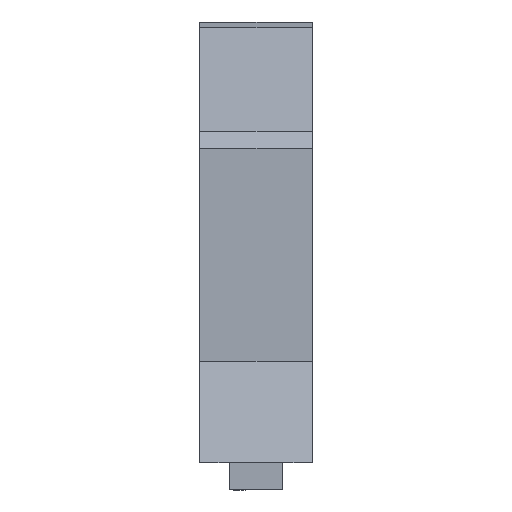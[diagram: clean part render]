
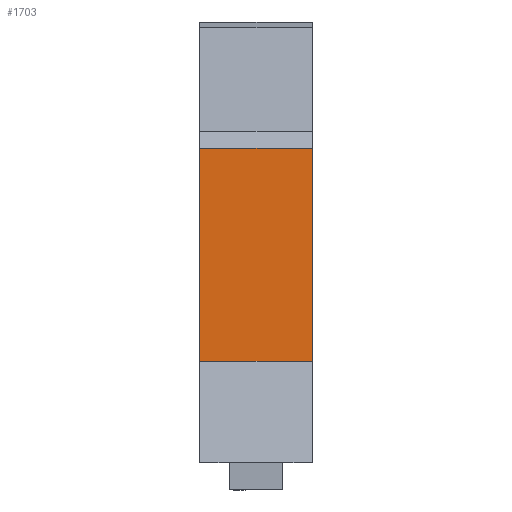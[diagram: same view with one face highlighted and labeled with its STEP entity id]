
A CAD part, left-side view. The second image highlights one B-rep face of the part: STEP entity #1703.
In plain terms, the highlighted planar face has unit normal (-1, 0, 0).
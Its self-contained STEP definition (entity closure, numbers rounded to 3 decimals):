
#32 = PLANE('',#33);
#33 = AXIS2_PLACEMENT_3D('',#34,#35,#36);
#34 = CARTESIAN_POINT('',(190.,54.,24.221));
#35 = DIRECTION('',(0.,1.,0.));
#36 = DIRECTION('',(-1.,0.,0.));
#225 = VERTEX_POINT('',#226);
#226 = CARTESIAN_POINT('',(152.,54.,18.5));
#240 = PLANE('',#241);
#241 = AXIS2_PLACEMENT_3D('',#242,#243,#244);
#242 = CARTESIAN_POINT('',(152.,54.,18.5));
#243 = DIRECTION('',(-0.6,0.,0.8)
  );
#244 = DIRECTION('',(-0.8,0.,-0.6
    ));
#252 = EDGE_CURVE('',#225,#253,#255,.T.);
#253 = VERTEX_POINT('',#254);
#254 = CARTESIAN_POINT('',(152.,54.,37.5));
#255 = SURFACE_CURVE('',#256,(#260,#267),.PCURVE_S1.);
#256 = LINE('',#257,#258);
#257 = CARTESIAN_POINT('',(152.,54.,18.5));
#258 = VECTOR('',#259,1.);
#259 = DIRECTION('',(0.,0.,1.));
#260 = PCURVE('',#32,#261);
#261 = DEFINITIONAL_REPRESENTATION('',(#262),#266);
#262 = LINE('',#263,#264);
#263 = CARTESIAN_POINT('',(38.,-5.721));
#264 = VECTOR('',#265,1.);
#265 = DIRECTION('',(0.,1.));
#266 = ( GEOMETRIC_REPRESENTATION_CONTEXT(2) 
PARAMETRIC_REPRESENTATION_CONTEXT() REPRESENTATION_CONTEXT('2D SPACE',''
  ) );
#267 = PCURVE('',#268,#273);
#268 = PLANE('',#269);
#269 = AXIS2_PLACEMENT_3D('',#270,#271,#272);
#270 = CARTESIAN_POINT('',(152.,54.,18.5));
#271 = DIRECTION('',(1.,0.,0.));
#272 = DIRECTION('',(0.,0.,1.));
#273 = DEFINITIONAL_REPRESENTATION('',(#274),#278);
#274 = LINE('',#275,#276);
#275 = CARTESIAN_POINT('',(0.,0.));
#276 = VECTOR('',#277,1.);
#277 = DIRECTION('',(1.,0.));
#278 = ( GEOMETRIC_REPRESENTATION_CONTEXT(2) 
PARAMETRIC_REPRESENTATION_CONTEXT() REPRESENTATION_CONTEXT('2D SPACE',''
  ) );
#296 = PLANE('',#297);
#297 = AXIS2_PLACEMENT_3D('',#298,#299,#300);
#298 = CARTESIAN_POINT('',(152.428,54.,38.258));
#299 = DIRECTION('',(-0.871,0.,0.492)
  );
#300 = DIRECTION('',(0.,-1.,0.));
#760 = PLANE('',#761);
#761 = AXIS2_PLACEMENT_3D('',#762,#763,#764);
#762 = CARTESIAN_POINT('',(190.,64.,24.221));
#763 = DIRECTION('',(0.,1.,0.));
#764 = DIRECTION('',(-1.,0.,0.));
#1503 = EDGE_CURVE('',#225,#1504,#1506,.T.);
#1504 = VERTEX_POINT('',#1505);
#1505 = CARTESIAN_POINT('',(152.,64.,18.5));
#1506 = SURFACE_CURVE('',#1507,(#1511,#1518),.PCURVE_S1.);
#1507 = LINE('',#1508,#1509);
#1508 = CARTESIAN_POINT('',(152.,54.,18.5));
#1509 = VECTOR('',#1510,1.);
#1510 = DIRECTION('',(0.,1.,0.));
#1511 = PCURVE('',#240,#1512);
#1512 = DEFINITIONAL_REPRESENTATION('',(#1513),#1517);
#1513 = LINE('',#1514,#1515);
#1514 = CARTESIAN_POINT('',(0.,0.));
#1515 = VECTOR('',#1516,1.);
#1516 = DIRECTION('',(0.,-1.));
#1517 = ( GEOMETRIC_REPRESENTATION_CONTEXT(2) 
PARAMETRIC_REPRESENTATION_CONTEXT() REPRESENTATION_CONTEXT('2D SPACE',''
  ) );
#1518 = PCURVE('',#268,#1519);
#1519 = DEFINITIONAL_REPRESENTATION('',(#1520),#1524);
#1520 = LINE('',#1521,#1522);
#1521 = CARTESIAN_POINT('',(0.,0.));
#1522 = VECTOR('',#1523,1.);
#1523 = DIRECTION('',(0.,-1.));
#1524 = ( GEOMETRIC_REPRESENTATION_CONTEXT(2) 
PARAMETRIC_REPRESENTATION_CONTEXT() REPRESENTATION_CONTEXT('2D SPACE',''
  ) );
#1703 = ADVANCED_FACE('',(#1704),#268,.F.);
#1704 = FACE_BOUND('',#1705,.F.);
#1705 = EDGE_LOOP('',(#1706,#1707,#1708,#1731));
#1706 = ORIENTED_EDGE('',*,*,#252,.F.);
#1707 = ORIENTED_EDGE('',*,*,#1503,.T.);
#1708 = ORIENTED_EDGE('',*,*,#1709,.T.);
#1709 = EDGE_CURVE('',#1504,#1710,#1712,.T.);
#1710 = VERTEX_POINT('',#1711);
#1711 = CARTESIAN_POINT('',(152.,64.,37.5));
#1712 = SURFACE_CURVE('',#1713,(#1717,#1724),.PCURVE_S1.);
#1713 = LINE('',#1714,#1715);
#1714 = CARTESIAN_POINT('',(152.,64.,18.5));
#1715 = VECTOR('',#1716,1.);
#1716 = DIRECTION('',(0.,0.,1.));
#1717 = PCURVE('',#268,#1718);
#1718 = DEFINITIONAL_REPRESENTATION('',(#1719),#1723);
#1719 = LINE('',#1720,#1721);
#1720 = CARTESIAN_POINT('',(0.,-10.));
#1721 = VECTOR('',#1722,1.);
#1722 = DIRECTION('',(1.,0.));
#1723 = ( GEOMETRIC_REPRESENTATION_CONTEXT(2) 
PARAMETRIC_REPRESENTATION_CONTEXT() REPRESENTATION_CONTEXT('2D SPACE',''
  ) );
#1724 = PCURVE('',#760,#1725);
#1725 = DEFINITIONAL_REPRESENTATION('',(#1726),#1730);
#1726 = LINE('',#1727,#1728);
#1727 = CARTESIAN_POINT('',(38.,-5.721));
#1728 = VECTOR('',#1729,1.);
#1729 = DIRECTION('',(0.,1.));
#1730 = ( GEOMETRIC_REPRESENTATION_CONTEXT(2) 
PARAMETRIC_REPRESENTATION_CONTEXT() REPRESENTATION_CONTEXT('2D SPACE',''
  ) );
#1731 = ORIENTED_EDGE('',*,*,#1732,.F.);
#1732 = EDGE_CURVE('',#253,#1710,#1733,.T.);
#1733 = SURFACE_CURVE('',#1734,(#1738,#1745),.PCURVE_S1.);
#1734 = LINE('',#1735,#1736);
#1735 = CARTESIAN_POINT('',(152.,54.,37.5));
#1736 = VECTOR('',#1737,1.);
#1737 = DIRECTION('',(0.,1.,0.));
#1738 = PCURVE('',#268,#1739);
#1739 = DEFINITIONAL_REPRESENTATION('',(#1740),#1744);
#1740 = LINE('',#1741,#1742);
#1741 = CARTESIAN_POINT('',(19.,0.));
#1742 = VECTOR('',#1743,1.);
#1743 = DIRECTION('',(0.,-1.));
#1744 = ( GEOMETRIC_REPRESENTATION_CONTEXT(2) 
PARAMETRIC_REPRESENTATION_CONTEXT() REPRESENTATION_CONTEXT('2D SPACE',''
  ) );
#1745 = PCURVE('',#296,#1746);
#1746 = DEFINITIONAL_REPRESENTATION('',(#1747),#1751);
#1747 = LINE('',#1748,#1749);
#1748 = CARTESIAN_POINT('',(-0.,-0.871));
#1749 = VECTOR('',#1750,1.);
#1750 = DIRECTION('',(-1.,0.));
#1751 = ( GEOMETRIC_REPRESENTATION_CONTEXT(2) 
PARAMETRIC_REPRESENTATION_CONTEXT() REPRESENTATION_CONTEXT('2D SPACE',''
  ) );
